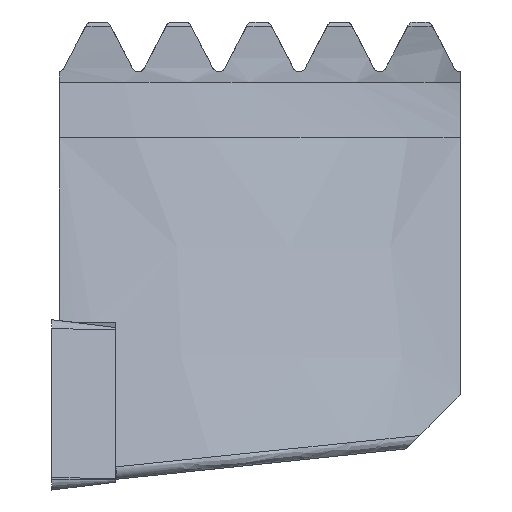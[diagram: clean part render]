
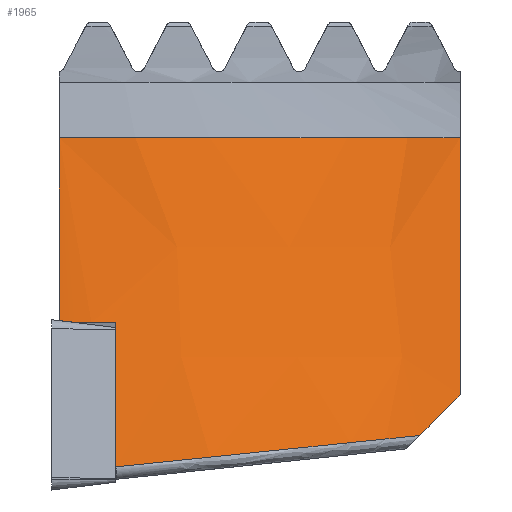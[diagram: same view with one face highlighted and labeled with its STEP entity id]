
A CAD part, left-side view. The second image highlights one B-rep face of the part: STEP entity #1965.
In plain terms, the highlighted conical face has half-angle 10 degrees and reference radius 37.354 mm.
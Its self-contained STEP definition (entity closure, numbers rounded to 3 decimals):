
#1259=EDGE_CURVE('NONE',#3187,#3137,#3708,.T.);
#1433=EDGE_CURVE('NONE',#1665,#2869,#3891,.T.);
#1665=VERTEX_POINT('NONE',#4153);
#1761=VERTEX_POINT('NONE',#4258);
#1929=EDGE_CURVE('NONE',#2617,#2091,#4445,.T.);
#1965=ADVANCED_FACE('NONE',(#4483),#4484,.T.);
#2091=VERTEX_POINT('NONE',#4620);
#2173=VERTEX_POINT('NONE',#4712);
#2193=EDGE_CURVE('NONE',#3187,#3553,#4735,.T.);
#2617=VERTEX_POINT('NONE',#5190);
#2869=VERTEX_POINT('NONE',#5464);
#3011=EDGE_CURVE('NONE',#3553,#1761,#5616,.F.);
#3137=VERTEX_POINT('NONE',#5753);
#3187=VERTEX_POINT('NONE',#5807);
#3195=EDGE_CURVE('NONE',#2091,#2173,#5816,.F.);
#3403=EDGE_CURVE('NONE',#2617,#1761,#6044,.T.);
#3531=EDGE_CURVE('NONE',#3137,#1665,#6187,.T.);
#3553=VERTEX_POINT('NONE',#6213);
#3607=EDGE_CURVE('NONE',#2869,#2173,#6276,.T.);
#3708=CIRCLE('',#6381,41.345);
#3891=CIRCLE('',#6962,43.238);
#4153=CARTESIAN_POINT('',(0.977,-4.76,1.73));
#4258=CARTESIAN_POINT('',(5.088,-0.56,26.265));
#4445=(B_SPLINE_CURVE(2,(#8206,#8207,#8208),.UNSPECIFIED.,.F.,.F.)B_SPLINE_CURVE_WITH_KNOTS((3,3),(1.445,21.241),.UNSPECIFIED.)RATIONAL_B_SPLINE_CURVE((1.,1.002,1.))BOUNDED_CURVE()REPRESENTATION_ITEM('')GEOMETRIC_REPRESENTATION_ITEM()CURVE());
#4483=FACE_OUTER_BOUND('',#8285,.T.);
#4484=CONICAL_SURFACE('',#8286,37.354,0.175);
#4620=CARTESIAN_POINT('',(14.192,-30.46,7.1));
#4712=CARTESIAN_POINT('',(10.729,-27.425,4.065));
#4735=ELLIPSE('',#8943,41.597,41.321);
#5190=CARTESIAN_POINT('',(19.219,-30.46,26.265));
#5464=CARTESIAN_POINT('',(0.98,-4.797,1.73));
#5616=LINE('',#11970,#11971);
#5753=CARTESIAN_POINT('',(2.879,-4.76,12.465));
#5807=CARTESIAN_POINT('',(2.686,-2.06,12.465));
#5816=ELLIPSE('',#12394,69.449,48.338);
#6044=CIRCLE('',#12977,38.912);
#6187=(B_SPLINE_CURVE(2,(#13337,#13338,#13339),.UNSPECIFIED.,.F.,.F.)B_SPLINE_CURVE_WITH_KNOTS((3,3),(1.315,12.217),.UNSPECIFIED.)RATIONAL_B_SPLINE_CURVE((1.,1.,1.))BOUNDED_CURVE()REPRESENTATION_ITEM('')GEOMETRIC_REPRESENTATION_ITEM()CURVE());
#6213=CARTESIAN_POINT('',(2.685,-0.56,12.636));
#6276=B_SPLINE_CURVE_WITH_KNOTS('',3,(#13579,#13580,#13581,#13582,#13583,#13584,#13585,#13586,#13587,#13588,#13589,#13590,#13591),.UNSPECIFIED.,.F.,.F.,(4,3,3,3,4),(0.0,0.2,0.717,0.833,1.0),.UNSPECIFIED.);
#6381=AXIS2_PLACEMENT_3D('',#13868,#13869,#13870);
#6962=AXIS2_PLACEMENT_3D('',#14023,#14024,#14025);
#8206=CARTESIAN_POINT('',(19.219,-30.46,26.265));
#8207=CARTESIAN_POINT('',(16.81,-30.46,17.565));
#8208=CARTESIAN_POINT('',(14.192,-30.46,7.1));
#8285=EDGE_LOOP('',(#14766,#14767,#14768,#14769,#14770,#14771,#14772,#14773,#14774));
#8286=AXIS2_PLACEMENT_3D('',#14775,#14776,#14777);
#8943=AXIS2_PLACEMENT_3D('',#15075,#15076,#15077);
#11970=CARTESIAN_POINT('',(3.887,-0.56,19.451));
#11971=VECTOR('',#15891,1.0);
#12394=AXIS2_PLACEMENT_3D('',#16086,#16087,#16088);
#12977=AXIS2_PLACEMENT_3D('',#16324,#16325,#16326);
#13337=CARTESIAN_POINT('',(2.879,-4.76,12.465));
#13338=CARTESIAN_POINT('',(1.949,-4.76,7.219));
#13339=CARTESIAN_POINT('',(0.977,-4.76,1.73));
#13579=CARTESIAN_POINT('',(0.98,-4.797,1.73));
#13580=CARTESIAN_POINT('',(1.177,-6.449,1.901));
#13581=CARTESIAN_POINT('',(1.469,-8.091,2.07));
#13582=CARTESIAN_POINT('',(1.855,-9.71,2.237));
#13583=CARTESIAN_POINT('',(2.852,-13.897,2.669));
#13584=CARTESIAN_POINT('',(4.477,-17.936,3.086));
#13585=CARTESIAN_POINT('',(6.662,-21.649,3.469));
#13586=CARTESIAN_POINT('',(7.154,-22.484,3.555));
#13587=CARTESIAN_POINT('',(7.673,-23.303,3.64));
#13588=CARTESIAN_POINT('',(8.22,-24.104,3.722));
#13589=CARTESIAN_POINT('',(9.002,-25.25,3.841));
#13590=CARTESIAN_POINT('',(9.84,-26.359,3.955));
#13591=CARTESIAN_POINT('',(10.729,-27.425,4.065));
#13868=CARTESIAN_POINT('',(44.0,-0.46,12.465));
#13869=DIRECTION('',(0.,0.,1.0));
#13870=DIRECTION('',(0.,1.0,0.));
#14023=CARTESIAN_POINT('',(44.0,-0.46,1.73));
#14024=DIRECTION('',(0.,0.,1.0));
#14025=DIRECTION('',(0.,1.0,0.));
#14766=ORIENTED_EDGE('',*,*,#3195,.F.);
#14767=ORIENTED_EDGE('',*,*,#1929,.F.);
#14768=ORIENTED_EDGE('',*,*,#3403,.T.);
#14769=ORIENTED_EDGE('',*,*,#3011,.F.);
#14770=ORIENTED_EDGE('',*,*,#2193,.F.);
#14771=ORIENTED_EDGE('',*,*,#1259,.T.);
#14772=ORIENTED_EDGE('',*,*,#3531,.T.);
#14773=ORIENTED_EDGE('',*,*,#1433,.T.);
#14774=ORIENTED_EDGE('',*,*,#3607,.T.);
#14775=CARTESIAN_POINT('',(44.0,-0.46,35.1));
#14776=DIRECTION('',(0.,0.,-1.0));
#14777=DIRECTION('',(0.,1.0,0.0));
#15075=CARTESIAN_POINT('',(44.,-1.29,12.553));
#15076=DIRECTION('',(0.,0.113,-0.994));
#15077=DIRECTION('',(0.,-0.994,-0.113));
#15891=DIRECTION('',(-0.174,0.0,-0.985));
#16086=CARTESIAN_POINT('',(44.0,8.199,-31.559));
#16087=DIRECTION('',(0.,0.707,0.707));
#16088=DIRECTION('',(0.,-0.707,0.707));
#16324=CARTESIAN_POINT('',(44.0,-0.46,26.265));
#16325=DIRECTION('',(0.,0.,-1.0));
#16326=DIRECTION('',(0.,1.0,0.0));
